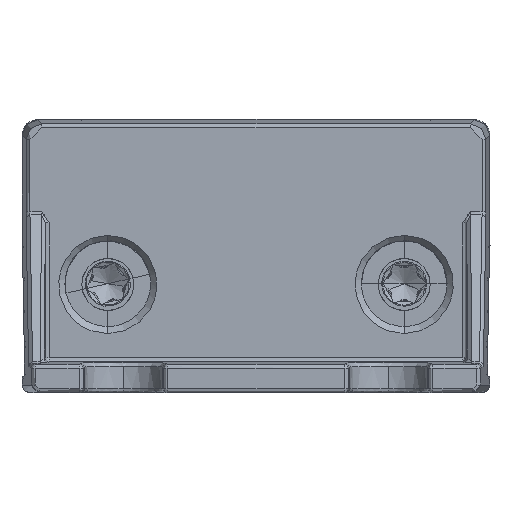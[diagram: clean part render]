
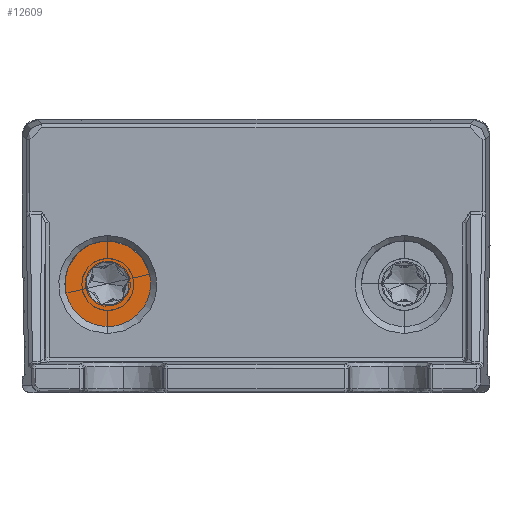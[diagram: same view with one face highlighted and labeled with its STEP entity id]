
A CAD part, front view. The second image highlights one B-rep face of the part: STEP entity #12609.
In plain terms, the highlighted planar face has unit normal (0, -1, 0).
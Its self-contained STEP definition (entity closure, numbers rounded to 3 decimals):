
#12420=AXIS2_PLACEMENT_3D('Circle Axis2P3D',#12418,#12419,$) ;
#12517=AXIS2_PLACEMENT_3D('Plane Axis2P3D',#12514,#12515,#12516) ;
#12415=CARTESIAN_POINT('Vertex',(8.183,19.781,7.605)) ;
#12418=CARTESIAN_POINT('Axis2P3D Location',(5.5,19.781,7.)) ;
#12422=CARTESIAN_POINT('Vertex',(2.817,19.781,6.395)) ;
#12443=CARTESIAN_POINT('Control Point',(2.817,19.781,6.395)) ;
#12444=CARTESIAN_POINT('Control Point',(2.627,19.781,7.238)) ;
#12445=CARTESIAN_POINT('Control Point',(2.768,19.781,8.155)) ;
#12446=CARTESIAN_POINT('Control Point',(3.284,19.781,8.972)) ;
#12447=CARTESIAN_POINT('Control Point',(4.82,19.781,10.014)) ;
#12448=CARTESIAN_POINT('Control Point',(6.655,19.781,9.732)) ;
#12449=CARTESIAN_POINT('Control Point',(7.472,19.781,9.216)) ;
#12450=CARTESIAN_POINT('Control Point',(7.993,19.781,8.448)) ;
#12451=CARTESIAN_POINT('Control Point',(8.183,19.781,7.605)) ;
#12514=CARTESIAN_POINT('Axis2P3D Location',(6.841,19.781,7.303)) ;
#12524=CARTESIAN_POINT('Control Point',(6.45,19.781,5.971)) ;
#12525=CARTESIAN_POINT('Control Point',(6.322,19.781,5.853)) ;
#12526=CARTESIAN_POINT('Control Point',(6.176,19.781,5.755)) ;
#12527=CARTESIAN_POINT('Control Point',(6.015,19.781,5.681)) ;
#12528=CARTESIAN_POINT('Control Point',(5.73,19.781,5.599)) ;
#12529=CARTESIAN_POINT('Control Point',(5.435,19.781,5.594)) ;
#12530=CARTESIAN_POINT('Control Point',(5.316,19.781,5.604)) ;
#12531=CARTESIAN_POINT('Control Point',(5.198,19.781,5.628)) ;
#12532=CARTESIAN_POINT('Control Point',(5.084,19.781,5.663)) ;
#12533=CARTESIAN_POINT('Vertex',(6.45,19.781,5.971)) ;
#12535=CARTESIAN_POINT('Vertex',(5.084,19.781,5.663)) ;
#12539=CARTESIAN_POINT('Control Point',(5.084,19.781,5.663)) ;
#12540=CARTESIAN_POINT('Control Point',(4.918,19.781,5.715)) ;
#12541=CARTESIAN_POINT('Control Point',(4.76,19.781,5.792)) ;
#12542=CARTESIAN_POINT('Control Point',(4.615,19.781,5.894)) ;
#12543=CARTESIAN_POINT('Control Point',(4.402,19.781,6.1)) ;
#12544=CARTESIAN_POINT('Control Point',(4.25,19.781,6.353)) ;
#12545=CARTESIAN_POINT('Control Point',(4.199,19.781,6.462)) ;
#12546=CARTESIAN_POINT('Control Point',(4.161,19.781,6.576)) ;
#12547=CARTESIAN_POINT('Control Point',(4.134,19.781,6.692)) ;
#12548=CARTESIAN_POINT('Vertex',(4.134,19.781,6.692)) ;
#12552=CARTESIAN_POINT('Control Point',(4.134,19.781,6.692)) ;
#12553=CARTESIAN_POINT('Control Point',(4.096,19.781,6.862)) ;
#12554=CARTESIAN_POINT('Control Point',(4.084,19.781,7.037)) ;
#12555=CARTESIAN_POINT('Control Point',(4.1,19.781,7.213)) ;
#12556=CARTESIAN_POINT('Control Point',(4.172,19.781,7.501)) ;
#12557=CARTESIAN_POINT('Control Point',(4.315,19.781,7.759)) ;
#12558=CARTESIAN_POINT('Control Point',(4.384,19.781,7.858)) ;
#12559=CARTESIAN_POINT('Control Point',(4.463,19.781,7.948)) ;
#12560=CARTESIAN_POINT('Control Point',(4.55,19.781,8.029)) ;
#12561=CARTESIAN_POINT('Vertex',(4.55,19.781,8.029)) ;
#12565=CARTESIAN_POINT('Control Point',(4.55,19.781,8.029)) ;
#12566=CARTESIAN_POINT('Control Point',(4.678,19.781,8.147)) ;
#12567=CARTESIAN_POINT('Control Point',(4.824,19.781,8.245)) ;
#12568=CARTESIAN_POINT('Control Point',(4.985,19.781,8.319)) ;
#12569=CARTESIAN_POINT('Control Point',(5.27,19.781,8.401)) ;
#12570=CARTESIAN_POINT('Control Point',(5.565,19.781,8.406)) ;
#12571=CARTESIAN_POINT('Control Point',(5.684,19.781,8.396)) ;
#12572=CARTESIAN_POINT('Control Point',(5.802,19.781,8.372)) ;
#12573=CARTESIAN_POINT('Control Point',(5.916,19.781,8.337)) ;
#12574=CARTESIAN_POINT('Vertex',(5.916,19.781,8.337)) ;
#12578=CARTESIAN_POINT('Control Point',(5.916,19.781,8.337)) ;
#12579=CARTESIAN_POINT('Control Point',(6.082,19.781,8.285)) ;
#12580=CARTESIAN_POINT('Control Point',(6.24,19.781,8.208)) ;
#12581=CARTESIAN_POINT('Control Point',(6.385,19.781,8.106)) ;
#12582=CARTESIAN_POINT('Control Point',(6.598,19.781,7.9)) ;
#12583=CARTESIAN_POINT('Control Point',(6.75,19.781,7.647)) ;
#12584=CARTESIAN_POINT('Control Point',(6.801,19.781,7.538)) ;
#12585=CARTESIAN_POINT('Control Point',(6.839,19.781,7.424)) ;
#12586=CARTESIAN_POINT('Control Point',(6.866,19.781,7.308)) ;
#12587=CARTESIAN_POINT('Vertex',(6.866,19.781,7.308)) ;
#12591=CARTESIAN_POINT('Control Point',(6.866,19.781,7.308)) ;
#12592=CARTESIAN_POINT('Control Point',(6.904,19.781,7.138)) ;
#12593=CARTESIAN_POINT('Control Point',(6.916,19.781,6.963)) ;
#12594=CARTESIAN_POINT('Control Point',(6.9,19.781,6.787)) ;
#12595=CARTESIAN_POINT('Control Point',(6.828,19.781,6.499)) ;
#12596=CARTESIAN_POINT('Control Point',(6.685,19.781,6.241)) ;
#12597=CARTESIAN_POINT('Control Point',(6.616,19.781,6.142)) ;
#12598=CARTESIAN_POINT('Control Point',(6.537,19.781,6.052)) ;
#12599=CARTESIAN_POINT('Control Point',(6.45,19.781,5.971)) ;
#12419=DIRECTION('Axis2P3D Direction',(0.,1.,0.)) ;
#12515=DIRECTION('Axis2P3D Direction',(0.,-1.,0.)) ;
#12516=DIRECTION('Axis2P3D XDirection',(0.22,0.,-0.975)) ;
#12520=ORIENTED_EDGE('',*,*,#12424,.F.) ;
#12521=ORIENTED_EDGE('',*,*,#12452,.F.) ;
#12602=ORIENTED_EDGE('',*,*,#12537,.T.) ;
#12603=ORIENTED_EDGE('',*,*,#12550,.T.) ;
#12604=ORIENTED_EDGE('',*,*,#12563,.T.) ;
#12605=ORIENTED_EDGE('',*,*,#12576,.T.) ;
#12606=ORIENTED_EDGE('',*,*,#12589,.T.) ;
#12607=ORIENTED_EDGE('',*,*,#12600,.T.) ;
#12608=FACE_BOUND('',#12601,.T.) ;
#12609=ADVANCED_FACE('Hauptkoerper',(#12522,#12608),#12518,.T.) ;
#12442=B_SPLINE_CURVE_WITH_KNOTS('',5,(#12443,#12444,#12445,#12446,#12447,#12448,#12449,#12450,#12451),.UNSPECIFIED.,.F.,.U.,(6,3,6),(-4.32,0.,4.32),.UNSPECIFIED.) ;
#12523=B_SPLINE_CURVE_WITH_KNOTS('',5,(#12524,#12525,#12526,#12527,#12528,#12529,#12530,#12531,#12532),.UNSPECIFIED.,.F.,.U.,(6,3,6),(0.,1.23,2.073),.UNSPECIFIED.) ;
#12538=B_SPLINE_CURVE_WITH_KNOTS('',5,(#12539,#12540,#12541,#12542,#12543,#12544,#12545,#12546,#12547),.UNSPECIFIED.,.F.,.U.,(6,3,6),(0.,1.23,2.073),.UNSPECIFIED.) ;
#12551=B_SPLINE_CURVE_WITH_KNOTS('',5,(#12552,#12553,#12554,#12555,#12556,#12557,#12558,#12559,#12560),.UNSPECIFIED.,.F.,.U.,(6,3,6),(0.,1.23,2.073),.UNSPECIFIED.) ;
#12564=B_SPLINE_CURVE_WITH_KNOTS('',5,(#12565,#12566,#12567,#12568,#12569,#12570,#12571,#12572,#12573),.UNSPECIFIED.,.F.,.U.,(6,3,6),(0.,1.23,2.073),.UNSPECIFIED.) ;
#12577=B_SPLINE_CURVE_WITH_KNOTS('',5,(#12578,#12579,#12580,#12581,#12582,#12583,#12584,#12585,#12586),.UNSPECIFIED.,.F.,.U.,(6,3,6),(0.,1.23,2.073),.UNSPECIFIED.) ;
#12590=B_SPLINE_CURVE_WITH_KNOTS('',5,(#12591,#12592,#12593,#12594,#12595,#12596,#12597,#12598,#12599),.UNSPECIFIED.,.F.,.U.,(6,3,6),(0.,1.23,2.073),.UNSPECIFIED.) ;
#12421=CIRCLE('generated circle',#12420,2.75) ;
#12424=EDGE_CURVE('',#12416,#12423,#12421,.T.) ;
#12452=EDGE_CURVE('',#12423,#12416,#12442,.T.) ;
#12537=EDGE_CURVE('',#12534,#12536,#12523,.T.) ;
#12550=EDGE_CURVE('',#12536,#12549,#12538,.T.) ;
#12563=EDGE_CURVE('',#12549,#12562,#12551,.T.) ;
#12576=EDGE_CURVE('',#12562,#12575,#12564,.T.) ;
#12589=EDGE_CURVE('',#12575,#12588,#12577,.T.) ;
#12600=EDGE_CURVE('',#12588,#12534,#12590,.T.) ;
#12519=EDGE_LOOP('',(#12520,#12521)) ;
#12601=EDGE_LOOP('',(#12602,#12603,#12604,#12605,#12606,#12607)) ;
#12522=FACE_OUTER_BOUND('',#12519,.T.) ;
#12518=PLANE('',#12517) ;
#12416=VERTEX_POINT('',#12415) ;
#12423=VERTEX_POINT('',#12422) ;
#12534=VERTEX_POINT('',#12533) ;
#12536=VERTEX_POINT('',#12535) ;
#12549=VERTEX_POINT('',#12548) ;
#12562=VERTEX_POINT('',#12561) ;
#12575=VERTEX_POINT('',#12574) ;
#12588=VERTEX_POINT('',#12587) ;
